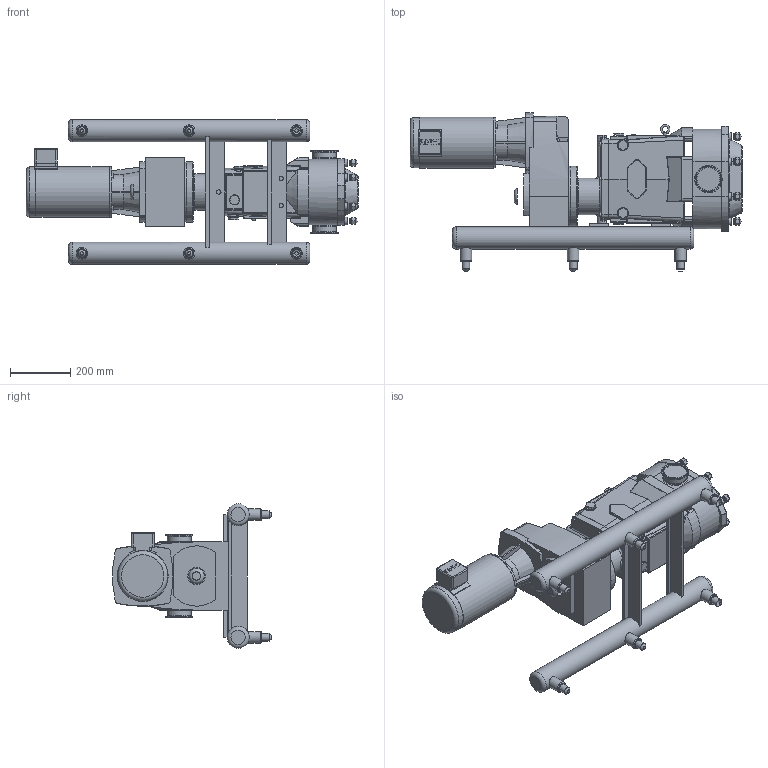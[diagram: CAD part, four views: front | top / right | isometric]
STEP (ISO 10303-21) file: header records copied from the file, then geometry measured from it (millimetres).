
FILE_DESCRIPTION(/* description */ (''),/* implementation_level */ '2;1');
FILE_NAME(/* name */ 'U2_130U2_145TC_3x3_S-Line_1.5HP_SM..stp',/* time_stamp */ '2020-10-20T15:41:13+05:00',/* author */ ('trtmhr'),/* organization */ (''),/* preprocessor_version */ 'ST-DEVELOPER v17',/* originating_system */ 'Autodesk Inventor 2018',/* authorisation */ '');
FILE_SCHEMA (('AUTOMOTIVE_DESIGN { 1 0 10303 214 3 1 1 }'));
Length unit declared in the file: inch
Products named in the file (1): U2_130U2_145TC_3x3_S-Line_1.5HP_SM.
Bounding box: 1100.05 x 524.67 x 479.43 mm (x, y, z)
Volume: 51120662.4 mm3; surface area: 1889707.6 mm2
Topology: 4 solids, 4 shells, 1033 faces, 2665 edges, 1707 vertices
Faces by surface type: plane 464, cylinder 279, bspline 124, torus 95, cone 45, sphere 26
Full cylindrical faces by diameter (mm): 5.08 x1, 12.395 x5, 12.7 x4, 14.3 x3, 19.05 x8, 25.4 x14, 33.02 x1, 35.052 x2, 38.1 x6, 76.2 x2, 78.461 x4, 79.477 x2, 91.008 x2, 120.65 x1, 165.989 x1, 166.116 x1, 168.402 x1, 200 x1, 200.152 x1
Entity records: 35844 total; most frequent: CARTESIAN_POINT 10483, ORIENTED_EDGE 5306, DIRECTION 5271, EDGE_CURVE 2653, AXIS2_PLACEMENT_3D 1967, VERTEX_POINT 1707, LINE 1337, VECTOR 1337
